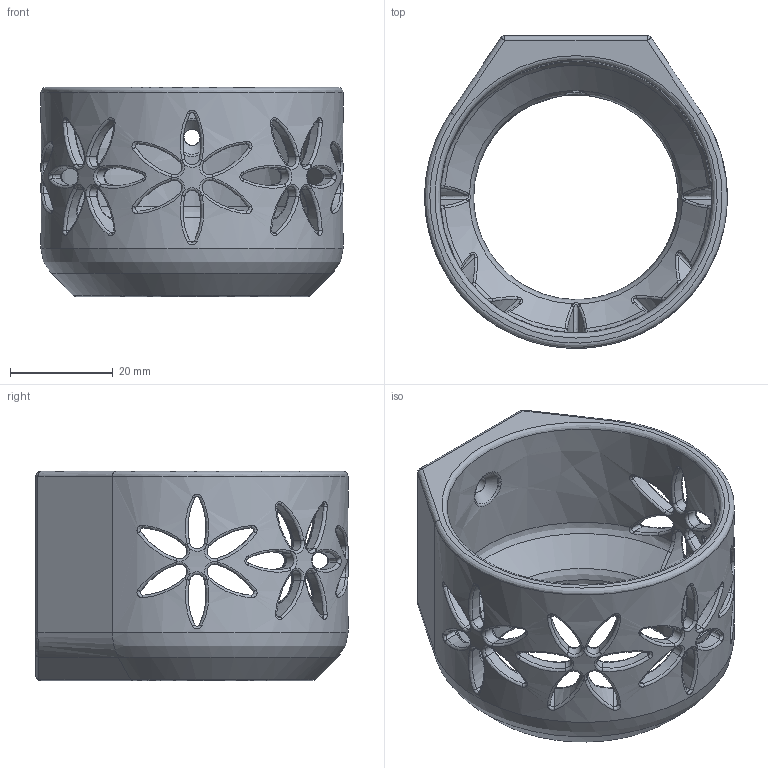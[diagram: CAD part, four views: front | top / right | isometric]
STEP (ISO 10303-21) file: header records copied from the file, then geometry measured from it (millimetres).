
FILE_DESCRIPTION(('FreeCAD Model'),'2;1');
FILE_NAME('Open CASCADE Shape Model','2025-05-03T13:02:03',('FreeCAD'),( 'FreeCAD'),'Open CASCADE STEP processor 7.6','FreeCAD','Unknown');
FILE_SCHEMA(('AUTOMOTIVE_DESIGN { 1 0 10303 214 1 1 1 1 }'));
Products named in the file (1): Open CASCADE STEP translator 7.6 1
Bounding box: 58.84 x 60.79 x 40.74 mm (x, y, z)
Volume: 32307.4 mm3; surface area: 16147.8 mm2
Topology: 1 solids, 1 shells, 464 faces, 1116 edges, 635 vertices
Faces by surface type: bspline 464
Entity records: 43886 total; most frequent: CARTESIAN_POINT 37062, ORIENTED_EDGE 2224, EDGE_CURVE 1112, B_SPLINE_CURVE_WITH_KNOTS 1039, VERTEX_POINT 635, FACE_BOUND 515, EDGE_LOOP 515, ADVANCED_FACE 464
